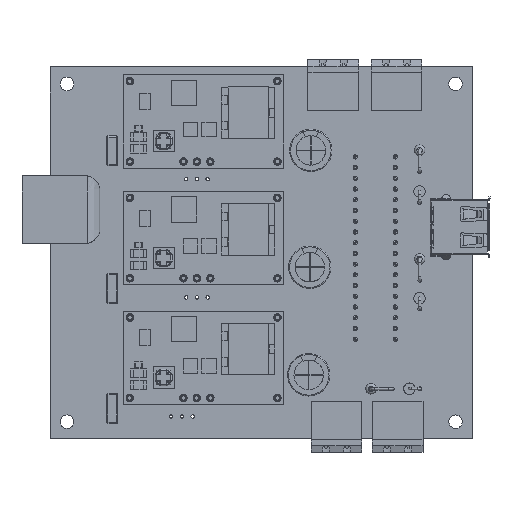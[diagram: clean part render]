
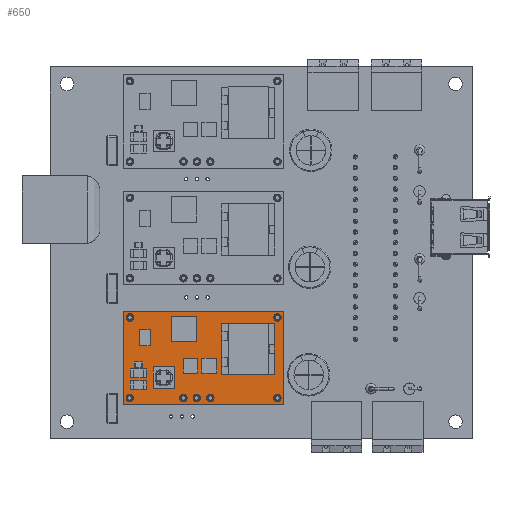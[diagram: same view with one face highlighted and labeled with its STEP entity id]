
A CAD part, top view. The second image highlights one B-rep face of the part: STEP entity #650.
In plain terms, the highlighted face is planar.
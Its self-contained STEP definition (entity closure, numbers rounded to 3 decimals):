
#157 = VERTEX_POINT('',#158);
#158 = CARTESIAN_POINT('',(1.588,2.845,10.414));
#164 = EDGE_CURVE('',#165,#157,#167,.T.);
#165 = VERTEX_POINT('',#166);
#166 = CARTESIAN_POINT('',(1.588,2.845,8.636));
#167 = CIRCLE('',#168,0.889);
#168 = AXIS2_PLACEMENT_3D('',#169,#170,#171);
#169 = CARTESIAN_POINT('',(1.588,2.845,9.525));
#170 = DIRECTION('',(0.,1.,0.));
#171 = DIRECTION('',(0.,-0.,1.));
#199 = VERTEX_POINT('',#200);
#200 = CARTESIAN_POINT('',(-1.588,2.845,10.414));
#206 = EDGE_CURVE('',#207,#199,#209,.T.);
#207 = VERTEX_POINT('',#208);
#208 = CARTESIAN_POINT('',(-1.588,2.845,8.636));
#209 = CIRCLE('',#210,0.889);
#210 = AXIS2_PLACEMENT_3D('',#211,#212,#213);
#211 = CARTESIAN_POINT('',(-1.588,2.845,9.525));
#212 = DIRECTION('',(0.,1.,0.));
#213 = DIRECTION('',(0.,-0.,1.));
#241 = VERTEX_POINT('',#242);
#242 = CARTESIAN_POINT('',(-17.463,2.845,10.414));
#248 = EDGE_CURVE('',#249,#241,#251,.T.);
#249 = VERTEX_POINT('',#250);
#250 = CARTESIAN_POINT('',(-17.463,2.845,8.636));
#251 = CIRCLE('',#252,0.889);
#252 = AXIS2_PLACEMENT_3D('',#253,#254,#255);
#253 = CARTESIAN_POINT('',(-17.463,2.845,9.525));
#254 = DIRECTION('',(0.,1.,0.));
#255 = DIRECTION('',(0.,-0.,1.));
#283 = VERTEX_POINT('',#284);
#284 = CARTESIAN_POINT('',(17.463,2.845,-8.636));
#290 = EDGE_CURVE('',#291,#283,#293,.T.);
#291 = VERTEX_POINT('',#292);
#292 = CARTESIAN_POINT('',(17.463,2.845,-10.414));
#293 = CIRCLE('',#294,0.889);
#294 = AXIS2_PLACEMENT_3D('',#295,#296,#297);
#295 = CARTESIAN_POINT('',(17.463,2.845,-9.525));
#296 = DIRECTION('',(0.,1.,0.));
#297 = DIRECTION('',(0.,-0.,1.));
#325 = VERTEX_POINT('',#326);
#326 = CARTESIAN_POINT('',(17.463,2.845,10.414));
#332 = EDGE_CURVE('',#333,#325,#335,.T.);
#333 = VERTEX_POINT('',#334);
#334 = CARTESIAN_POINT('',(17.463,2.845,8.636));
#335 = CIRCLE('',#336,0.889);
#336 = AXIS2_PLACEMENT_3D('',#337,#338,#339);
#337 = CARTESIAN_POINT('',(17.463,2.845,9.525));
#338 = DIRECTION('',(0.,1.,0.));
#339 = DIRECTION('',(0.,-0.,1.));
#367 = VERTEX_POINT('',#368);
#368 = CARTESIAN_POINT('',(-4.763,2.845,10.414));
#374 = EDGE_CURVE('',#375,#367,#377,.T.);
#375 = VERTEX_POINT('',#376);
#376 = CARTESIAN_POINT('',(-4.763,2.845,8.636));
#377 = CIRCLE('',#378,0.889);
#378 = AXIS2_PLACEMENT_3D('',#379,#380,#381);
#379 = CARTESIAN_POINT('',(-4.763,2.845,9.525));
#380 = DIRECTION('',(0.,1.,0.));
#381 = DIRECTION('',(0.,-0.,1.));
#409 = VERTEX_POINT('',#410);
#410 = CARTESIAN_POINT('',(-17.463,2.845,-8.636));
#416 = EDGE_CURVE('',#417,#409,#419,.T.);
#417 = VERTEX_POINT('',#418);
#418 = CARTESIAN_POINT('',(-17.463,2.845,-10.414));
#419 = CIRCLE('',#420,0.889);
#420 = AXIS2_PLACEMENT_3D('',#421,#422,#423);
#421 = CARTESIAN_POINT('',(-17.463,2.845,-9.525));
#422 = DIRECTION('',(0.,1.,0.));
#423 = DIRECTION('',(0.,-0.,1.));
#448 = EDGE_CURVE('',#449,#451,#453,.T.);
#449 = VERTEX_POINT('',#450);
#450 = CARTESIAN_POINT('',(-18.987,2.845,11.049));
#451 = VERTEX_POINT('',#452);
#452 = CARTESIAN_POINT('',(18.987,2.845,11.049));
#453 = LINE('',#454,#455);
#454 = CARTESIAN_POINT('',(-18.987,2.845,11.049));
#455 = VECTOR('',#456,1.);
#456 = DIRECTION('',(1.,0.,0.));
#488 = EDGE_CURVE('',#489,#449,#491,.T.);
#489 = VERTEX_POINT('',#490);
#490 = CARTESIAN_POINT('',(-18.987,2.845,-11.049));
#491 = LINE('',#492,#493);
#492 = CARTESIAN_POINT('',(-18.987,2.845,11.049));
#493 = VECTOR('',#494,1.);
#494 = DIRECTION('',(-0.,-0.,1.));
#519 = EDGE_CURVE('',#520,#489,#522,.T.);
#520 = VERTEX_POINT('',#521);
#521 = CARTESIAN_POINT('',(18.987,2.845,-11.049));
#522 = LINE('',#523,#524);
#523 = CARTESIAN_POINT('',(-18.987,2.845,-11.049));
#524 = VECTOR('',#525,1.);
#525 = DIRECTION('',(-1.,-0.,-0.));
#550 = EDGE_CURVE('',#451,#520,#551,.T.);
#551 = LINE('',#552,#553);
#552 = CARTESIAN_POINT('',(18.987,2.845,11.049));
#553 = VECTOR('',#554,1.);
#554 = DIRECTION('',(0.,0.,-1.));
#650 = ADVANCED_FACE('',(#651,#661,#671,#681,#691,#701,#711,#721),#727,
  .T.);
#651 = FACE_BOUND('',#652,.T.);
#652 = EDGE_LOOP('',(#653,#660));
#653 = ORIENTED_EDGE('',*,*,#654,.F.);
#654 = EDGE_CURVE('',#157,#165,#655,.T.);
#655 = CIRCLE('',#656,0.889);
#656 = AXIS2_PLACEMENT_3D('',#657,#658,#659);
#657 = CARTESIAN_POINT('',(1.588,2.845,9.525));
#658 = DIRECTION('',(0.,1.,0.));
#659 = DIRECTION('',(0.,-0.,1.));
#660 = ORIENTED_EDGE('',*,*,#164,.F.);
#661 = FACE_BOUND('',#662,.T.);
#662 = EDGE_LOOP('',(#663,#670));
#663 = ORIENTED_EDGE('',*,*,#664,.F.);
#664 = EDGE_CURVE('',#199,#207,#665,.T.);
#665 = CIRCLE('',#666,0.889);
#666 = AXIS2_PLACEMENT_3D('',#667,#668,#669);
#667 = CARTESIAN_POINT('',(-1.588,2.845,9.525));
#668 = DIRECTION('',(0.,1.,0.));
#669 = DIRECTION('',(0.,-0.,1.));
#670 = ORIENTED_EDGE('',*,*,#206,.F.);
#671 = FACE_BOUND('',#672,.T.);
#672 = EDGE_LOOP('',(#673,#680));
#673 = ORIENTED_EDGE('',*,*,#674,.F.);
#674 = EDGE_CURVE('',#241,#249,#675,.T.);
#675 = CIRCLE('',#676,0.889);
#676 = AXIS2_PLACEMENT_3D('',#677,#678,#679);
#677 = CARTESIAN_POINT('',(-17.463,2.845,9.525));
#678 = DIRECTION('',(0.,1.,0.));
#679 = DIRECTION('',(0.,-0.,1.));
#680 = ORIENTED_EDGE('',*,*,#248,.F.);
#681 = FACE_BOUND('',#682,.T.);
#682 = EDGE_LOOP('',(#683,#690));
#683 = ORIENTED_EDGE('',*,*,#684,.F.);
#684 = EDGE_CURVE('',#283,#291,#685,.T.);
#685 = CIRCLE('',#686,0.889);
#686 = AXIS2_PLACEMENT_3D('',#687,#688,#689);
#687 = CARTESIAN_POINT('',(17.463,2.845,-9.525));
#688 = DIRECTION('',(0.,1.,0.));
#689 = DIRECTION('',(0.,-0.,1.));
#690 = ORIENTED_EDGE('',*,*,#290,.F.);
#691 = FACE_BOUND('',#692,.T.);
#692 = EDGE_LOOP('',(#693,#700));
#693 = ORIENTED_EDGE('',*,*,#694,.F.);
#694 = EDGE_CURVE('',#325,#333,#695,.T.);
#695 = CIRCLE('',#696,0.889);
#696 = AXIS2_PLACEMENT_3D('',#697,#698,#699);
#697 = CARTESIAN_POINT('',(17.463,2.845,9.525));
#698 = DIRECTION('',(0.,1.,0.));
#699 = DIRECTION('',(0.,-0.,1.));
#700 = ORIENTED_EDGE('',*,*,#332,.F.);
#701 = FACE_BOUND('',#702,.T.);
#702 = EDGE_LOOP('',(#703,#710));
#703 = ORIENTED_EDGE('',*,*,#704,.F.);
#704 = EDGE_CURVE('',#367,#375,#705,.T.);
#705 = CIRCLE('',#706,0.889);
#706 = AXIS2_PLACEMENT_3D('',#707,#708,#709);
#707 = CARTESIAN_POINT('',(-4.763,2.845,9.525));
#708 = DIRECTION('',(0.,1.,0.));
#709 = DIRECTION('',(0.,-0.,1.));
#710 = ORIENTED_EDGE('',*,*,#374,.F.);
#711 = FACE_BOUND('',#712,.T.);
#712 = EDGE_LOOP('',(#713,#720));
#713 = ORIENTED_EDGE('',*,*,#714,.F.);
#714 = EDGE_CURVE('',#409,#417,#715,.T.);
#715 = CIRCLE('',#716,0.889);
#716 = AXIS2_PLACEMENT_3D('',#717,#718,#719);
#717 = CARTESIAN_POINT('',(-17.463,2.845,-9.525));
#718 = DIRECTION('',(0.,1.,0.));
#719 = DIRECTION('',(0.,-0.,1.));
#720 = ORIENTED_EDGE('',*,*,#416,.F.);
#721 = FACE_BOUND('',#722,.T.);
#722 = EDGE_LOOP('',(#723,#724,#725,#726));
#723 = ORIENTED_EDGE('',*,*,#448,.T.);
#724 = ORIENTED_EDGE('',*,*,#550,.T.);
#725 = ORIENTED_EDGE('',*,*,#519,.T.);
#726 = ORIENTED_EDGE('',*,*,#488,.T.);
#727 = PLANE('',#728);
#728 = AXIS2_PLACEMENT_3D('',#729,#730,#731);
#729 = CARTESIAN_POINT('',(0.,2.845,0.));
#730 = DIRECTION('',(-0.,1.,0.));
#731 = DIRECTION('',(0.,0.,1.));
